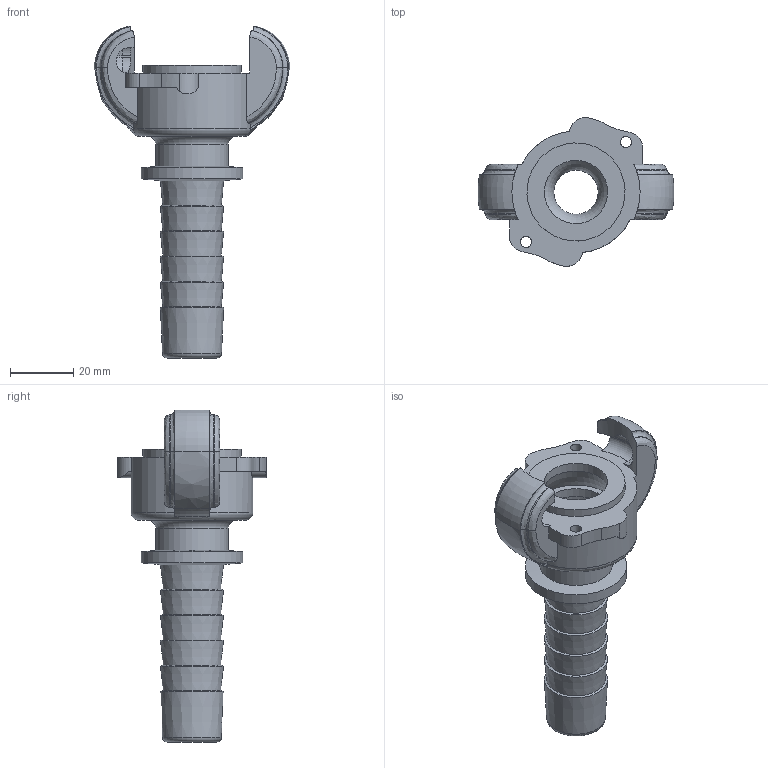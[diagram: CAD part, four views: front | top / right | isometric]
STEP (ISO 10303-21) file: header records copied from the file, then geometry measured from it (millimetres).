
FILE_DESCRIPTION(/* description */ (''),/* implementation_level */ '2;1');
FILE_NAME(/* name */ 'ska_19.stp',/* time_stamp */ '2020-04-08T08:57:26+02:00',/* author */ ('ertl'),/* organization */ (''),/* preprocessor_version */ 'ST-DEVELOPER v17',/* originating_system */ 'Autodesk Inventor 2018',/* authorisation */ '0 mm^3');
FILE_SCHEMA (('AUTOMOTIVE_DESIGN { 1 0 10303 214 3 1 1 }'));
Length unit declared in the file: millimetre
Products named in the file (1): ska_19
Bounding box: 61.89 x 47 x 104.85 mm (x, y, z)
Volume: 36338.4 mm3; surface area: 18604 mm2
Topology: 1 solids, 1 shells, 116 faces, 330 edges, 220 vertices
Faces by surface type: cylinder 33, plane 26, bspline 26, torus 17, cone 14
Full cylindrical faces by diameter (mm): 3.5 x2, 14 x1, 20 x1, 22 x1, 23 x1, 31 x1, 32 x2
Entity records: 5565 total; most frequent: CARTESIAN_POINT 2492, ORIENTED_EDGE 660, DIRECTION 559, EDGE_CURVE 330, AXIS2_PLACEMENT_3D 236, VERTEX_POINT 220, CIRCLE 145, EDGE_LOOP 126
